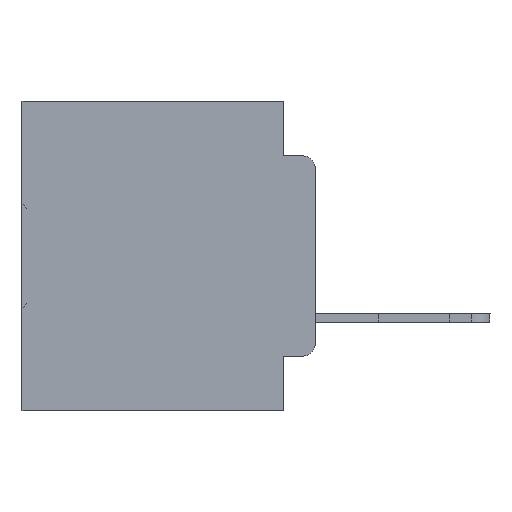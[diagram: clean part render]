
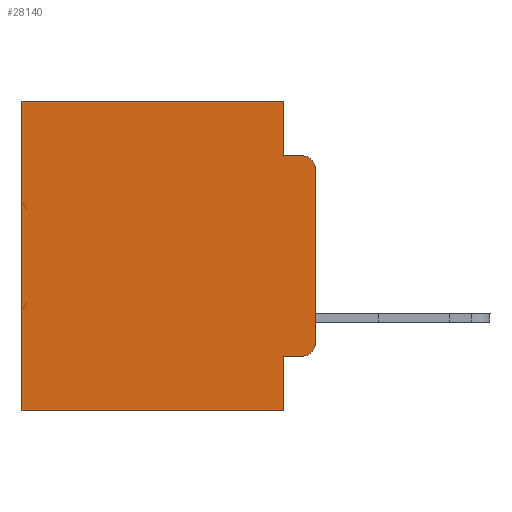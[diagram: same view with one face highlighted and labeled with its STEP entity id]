
A CAD part, left-side view. The second image highlights one B-rep face of the part: STEP entity #28140.
In plain terms, the highlighted planar face has unit normal (-1, 0, 0).
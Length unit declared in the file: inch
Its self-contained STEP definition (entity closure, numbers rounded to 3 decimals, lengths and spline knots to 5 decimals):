
#96 = VERTEX_POINT ( 'NONE', #7098 ) ;
#187 = ORIENTED_EDGE ( 'NONE', *, *, #19065, .F. ) ;
#537 = DIRECTION ( 'NONE',  ( 1., 0., 0. ) ) ;
#666 = CARTESIAN_POINT ( 'NONE',  ( 0.298, 0., 0. ) ) ;
#983 = LINE ( 'NONE', #22722, #24496 ) ;
#1109 = CARTESIAN_POINT ( 'NONE',  ( 0.298, 0., 0. ) ) ;
#1397 = AXIS2_PLACEMENT_3D ( 'NONE', #26078, #20737, #6751 ) ;
#1516 = LINE ( 'NONE', #12779, #24787 ) ;
#1678 = CARTESIAN_POINT ( 'NONE',  ( 0.298, 0.051, 0. ) ) ;
#2218 = LINE ( 'NONE', #1678, #31635 ) ;
#2789 = CARTESIAN_POINT ( 'NONE',  ( 0.298, 0.02, -0.0885 ) ) ;
#2886 = CARTESIAN_POINT ( 'NONE',  ( 0.298, 0.473, 0. ) ) ;
#3462 = DIRECTION ( 'NONE',  ( -1., 0., 0. ) ) ;
#3882 = AXIS2_PLACEMENT_3D ( 'NONE', #14387, #537, #25409 ) ;
#4047 = DIRECTION ( 'NONE',  ( 0., 0., -1. ) ) ;
#4687 = ORIENTED_EDGE ( 'NONE', *, *, #22859, .T. ) ;
#5155 = CARTESIAN_POINT ( 'NONE',  ( 0.298, 0.02, -0.4115 ) ) ;
#5252 = LINE ( 'NONE', #13203, #20432 ) ;
#5265 = EDGE_CURVE ( 'NONE', #24877, #96, #26346, .T. ) ;
#6028 = VECTOR ( 'NONE', #11911, 39.37008 ) ;
#6224 = CARTESIAN_POINT ( 'NONE',  ( 0.298, 0.02, -0.3915 ) ) ;
#6751 = DIRECTION ( 'NONE',  ( 0., 0., -1. ) ) ;
#7098 = CARTESIAN_POINT ( 'NONE',  ( 0.298, 0., -0.3915 ) ) ;
#7708 = ORIENTED_EDGE ( 'NONE', *, *, #30522, .F. ) ;
#7790 = CARTESIAN_POINT ( 'NONE',  ( 0.298, 0.473, -0.5 ) ) ;
#7878 = VERTEX_POINT ( 'NONE', #21906 ) ;
#8396 = EDGE_CURVE ( 'NONE', #16703, #26091, #9291, .T. ) ;
#8447 = EDGE_CURVE ( 'NONE', #16807, #8714, #983, .T. ) ;
#8516 = ORIENTED_EDGE ( 'NONE', *, *, #33574, .T. ) ;
#8714 = VERTEX_POINT ( 'NONE', #2789 ) ;
#9291 = LINE ( 'NONE', #28972, #29239 ) ;
#9293 = VERTEX_POINT ( 'NONE', #5155 ) ;
#10085 = EDGE_CURVE ( 'NONE', #30022, #26091, #5252, .T. ) ;
#10335 = ORIENTED_EDGE ( 'NONE', *, *, #5265, .F. ) ;
#11911 = DIRECTION ( 'NONE',  ( 0., 1., 0. ) ) ;
#12614 = CARTESIAN_POINT ( 'NONE',  ( 0.298, 0.051, 0. ) ) ;
#12751 = DIRECTION ( 'NONE',  ( 0., 0., -1. ) ) ;
#12779 = CARTESIAN_POINT ( 'NONE',  ( 0.298, 0.051, -0.4115 ) ) ;
#13203 = CARTESIAN_POINT ( 'NONE',  ( 0.298, 0., -0.5 ) ) ;
#14387 = CARTESIAN_POINT ( 'NONE',  ( 0.298, 0., 0. ) ) ;
#14568 = FACE_OUTER_BOUND ( 'NONE', #22058, .T. ) ;
#15908 = ORIENTED_EDGE ( 'NONE', *, *, #25598, .T. ) ;
#16523 = DIRECTION ( 'NONE',  ( 0., 1., 0. ) ) ;
#16703 = VERTEX_POINT ( 'NONE', #2886 ) ;
#16807 = VERTEX_POINT ( 'NONE', #17982 ) ;
#17300 = CIRCLE ( 'NONE', #1397, 0.02 ) ;
#17982 = CARTESIAN_POINT ( 'NONE',  ( 0.298, 0.051, -0.0885 ) ) ;
#18858 = VECTOR ( 'NONE', #4047, 39.37008 ) ;
#19065 = EDGE_CURVE ( 'NONE', #7878, #16807, #2218, .T. ) ;
#19639 = CARTESIAN_POINT ( 'NONE',  ( 0.298, 0.051, -0.4115 ) ) ;
#20173 = LINE ( 'NONE', #666, #6028 ) ;
#20350 = ORIENTED_EDGE ( 'NONE', *, *, #8447, .F. ) ;
#20432 = VECTOR ( 'NONE', #16523, 39.37008 ) ;
#20702 = DIRECTION ( 'NONE',  ( 0., 0., -1. ) ) ;
#20737 = DIRECTION ( 'NONE',  ( -1., 0., 0. ) ) ;
#21612 = CARTESIAN_POINT ( 'NONE',  ( 0.298, 0., -0.1085 ) ) ;
#21625 = EDGE_CURVE ( 'NONE', #22700, #9293, #1516, .T. ) ;
#21906 = CARTESIAN_POINT ( 'NONE',  ( 0.298, 0.051, 0. ) ) ;
#22058 = EDGE_LOOP ( 'NONE', ( #10335, #15908, #20350, #187, #4687, #26238, #34338, #7708, #23778, #8516 ) ) ;
#22700 = VERTEX_POINT ( 'NONE', #19639 ) ;
#22722 = CARTESIAN_POINT ( 'NONE',  ( 0.298, 0.051, -0.0885 ) ) ;
#22859 = EDGE_CURVE ( 'NONE', #7878, #16703, #20173, .T. ) ;
#23713 = CIRCLE ( 'NONE', #34907, 0.02 ) ;
#23778 = ORIENTED_EDGE ( 'NONE', *, *, #21625, .T. ) ;
#24496 = VECTOR ( 'NONE', #25675, 39.37008 ) ;
#24787 = VECTOR ( 'NONE', #29885, 39.37008 ) ;
#24877 = VERTEX_POINT ( 'NONE', #21612 ) ;
#25409 = DIRECTION ( 'NONE',  ( 0., 0., -1. ) ) ;
#25598 = EDGE_CURVE ( 'NONE', #24877, #8714, #17300, .T. ) ;
#25675 = DIRECTION ( 'NONE',  ( 0., -1., 0. ) ) ;
#25773 = PLANE ( 'NONE',  #3882 ) ;
#26078 = CARTESIAN_POINT ( 'NONE',  ( 0.298, 0.02, -0.1085 ) ) ;
#26091 = VERTEX_POINT ( 'NONE', #7790 ) ;
#26238 = ORIENTED_EDGE ( 'NONE', *, *, #8396, .T. ) ;
#26346 = LINE ( 'NONE', #1109, #18858 ) ;
#26405 = DIRECTION ( 'NONE',  ( 0., 0., -1. ) ) ;
#28140 = ADVANCED_FACE ( 'NONE', ( #14568 ), #25773, .F. ) ;
#28329 = DIRECTION ( 'NONE',  ( 0., 0., -1. ) ) ;
#28972 = CARTESIAN_POINT ( 'NONE',  ( 0.298, 0.473, 0. ) ) ;
#29027 = CARTESIAN_POINT ( 'NONE',  ( 0.298, 0.051, -0.5 ) ) ;
#29239 = VECTOR ( 'NONE', #26405, 39.37008 ) ;
#29714 = LINE ( 'NONE', #12614, #34026 ) ;
#29885 = DIRECTION ( 'NONE',  ( 0., -1., 0. ) ) ;
#30022 = VERTEX_POINT ( 'NONE', #29027 ) ;
#30522 = EDGE_CURVE ( 'NONE', #22700, #30022, #29714, .T. ) ;
#31635 = VECTOR ( 'NONE', #12751, 39.37008 ) ;
#33574 = EDGE_CURVE ( 'NONE', #9293, #96, #23713, .T. ) ;
#34026 = VECTOR ( 'NONE', #20702, 39.37008 ) ;
#34338 = ORIENTED_EDGE ( 'NONE', *, *, #10085, .F. ) ;
#34907 = AXIS2_PLACEMENT_3D ( 'NONE', #6224, #3462, #28329 ) ;
